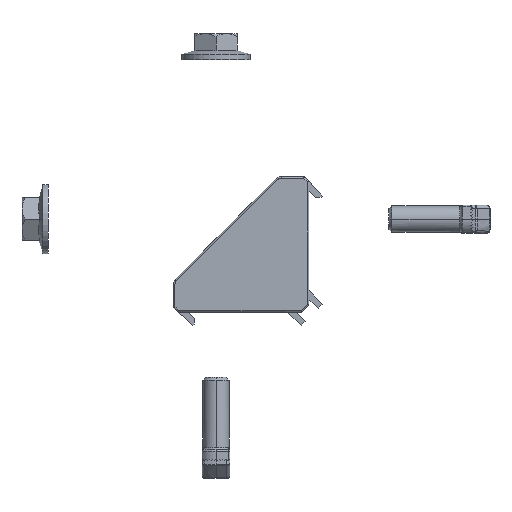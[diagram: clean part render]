
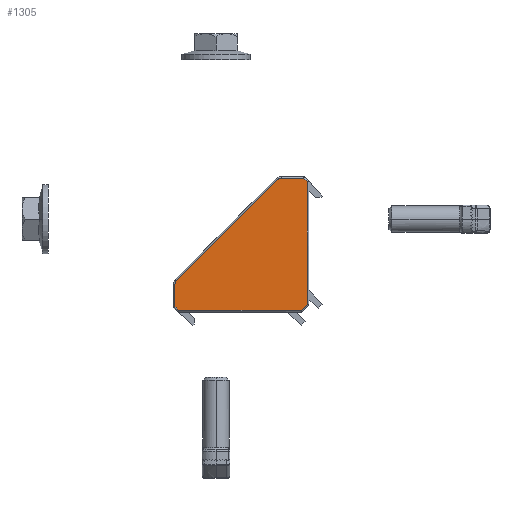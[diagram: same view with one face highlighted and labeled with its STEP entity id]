
A CAD part, left-side view. The second image highlights one B-rep face of the part: STEP entity #1305.
In plain terms, the highlighted face is planar.
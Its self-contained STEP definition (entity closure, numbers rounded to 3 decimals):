
#676 = VERTEX_POINT ( 'NONE', #10424 ) ;
#1045 = LINE ( 'NONE', #5660, #3038 ) ;
#1305 = ADVANCED_FACE ( 'NONE', ( #9114 ), #10972, .F. ) ;
#1330 = LINE ( 'NONE', #8360, #11422 ) ;
#1529 = ORIENTED_EDGE ( 'NONE', *, *, #9994, .T. ) ;
#1583 = ORIENTED_EDGE ( 'NONE', *, *, #3786, .T. ) ;
#1947 = VECTOR ( 'NONE', #10435, 1000. ) ;
#2215 = VECTOR ( 'NONE', #10701, 1000. ) ;
#2391 = LINE ( 'NONE', #4933, #7303 ) ;
#2596 = CARTESIAN_POINT ( 'NONE',  ( -8.5, 39.3, -21. ) ) ;
#2698 = CARTESIAN_POINT ( 'NONE',  ( -39.679, 0.5, -21. ) ) ;
#2752 = ORIENTED_EDGE ( 'NONE', *, *, #8488, .T. ) ;
#2758 = AXIS2_PLACEMENT_3D ( 'NONE', #5301, #12101, #6266 ) ;
#3038 = VECTOR ( 'NONE', #11481, 1000. ) ;
#3146 = VECTOR ( 'NONE', #10930, 1000. ) ;
#3299 = EDGE_CURVE ( 'NONE', #8260, #9162, #4844, .T. ) ;
#3421 = EDGE_LOOP ( 'NONE', ( #9858, #10801, #1583, #3668, #5034, #9854, #12513, #1529, #2752, #8141 ) ) ;
#3456 = LINE ( 'NONE', #9938, #3146 ) ;
#3491 = VERTEX_POINT ( 'NONE', #2698 ) ;
#3609 = DIRECTION ( 'NONE',  ( 1., 0., 0. ) ) ;
#3668 = ORIENTED_EDGE ( 'NONE', *, *, #9813, .T. ) ;
#3696 = EDGE_CURVE ( 'NONE', #3491, #12075, #3456, .T. ) ;
#3786 = EDGE_CURVE ( 'NONE', #9077, #5015, #7102, .T. ) ;
#3829 = CARTESIAN_POINT ( 'NONE',  ( -0.5, 2.328, -21. ) ) ;
#3877 = EDGE_CURVE ( 'NONE', #7718, #4264, #11377, .T. ) ;
#4065 = DIRECTION ( 'NONE',  ( -0.707, -0.707, 0. ) ) ;
#4264 = VERTEX_POINT ( 'NONE', #4266 ) ;
#4266 = CARTESIAN_POINT ( 'NONE',  ( -8.5, 40.8, -21. ) ) ;
#4747 = AXIS2_PLACEMENT_3D ( 'NONE', #2596, #9435, #3609 ) ;
#4844 = LINE ( 'NONE', #8773, #2215 ) ;
#4933 = CARTESIAN_POINT ( 'NONE',  ( -0.5, 8.5, -21. ) ) ;
#5015 = VERTEX_POINT ( 'NONE', #11696 ) ;
#5034 = ORIENTED_EDGE ( 'NONE', *, *, #3877, .T. ) ;
#5143 = DIRECTION ( 'NONE',  ( 0., 0., 1. ) ) ;
#5301 = CARTESIAN_POINT ( 'NONE',  ( -39.3, 8.5, -21. ) ) ;
#5660 = CARTESIAN_POINT ( 'NONE',  ( -39.3, 40.8, -21. ) ) ;
#5685 = CARTESIAN_POINT ( 'NONE',  ( -40.8, 8.5, -21. ) ) ;
#5904 = DIRECTION ( 'NONE',  ( 0., -1., 0. ) ) ;
#6072 = CARTESIAN_POINT ( 'NONE',  ( -9.561, 40.361, -21. ) ) ;
#6266 = DIRECTION ( 'NONE',  ( 1., 0., 0. ) ) ;
#6948 = VECTOR ( 'NONE', #10682, 1000. ) ;
#7102 = CIRCLE ( 'NONE', #2758, 1.5 ) ;
#7248 = LINE ( 'NONE', #10644, #6948 ) ;
#7303 = VECTOR ( 'NONE', #5904, 1000. ) ;
#7573 = CARTESIAN_POINT ( 'NONE',  ( -1.621, 40.8, -21. ) ) ;
#7718 = VERTEX_POINT ( 'NONE', #6072 ) ;
#7940 = CARTESIAN_POINT ( 'NONE',  ( -40.8, 1.621, -21. ) ) ;
#7954 = CARTESIAN_POINT ( 'NONE',  ( -0.5, 39.679, -21. ) ) ;
#7986 = VERTEX_POINT ( 'NONE', #3829 ) ;
#8141 = ORIENTED_EDGE ( 'NONE', *, *, #11965, .T. ) ;
#8260 = VERTEX_POINT ( 'NONE', #7573 ) ;
#8317 = AXIS2_PLACEMENT_3D ( 'NONE', #11895, #5143, #11939 ) ;
#8360 = CARTESIAN_POINT ( 'NONE',  ( -40.361, 9.561, -21. ) ) ;
#8488 = EDGE_CURVE ( 'NONE', #7986, #676, #8665, .T. ) ;
#8665 = LINE ( 'NONE', #8922, #10925 ) ;
#8773 = CARTESIAN_POINT ( 'NONE',  ( -4.311, 43.489, -21. ) ) ;
#8922 = CARTESIAN_POINT ( 'NONE',  ( -16.814, -13.986, -21. ) ) ;
#9077 = VERTEX_POINT ( 'NONE', #5685 ) ;
#9114 = FACE_OUTER_BOUND ( 'NONE', #3421, .T. ) ;
#9162 = VERTEX_POINT ( 'NONE', #7954 ) ;
#9435 = DIRECTION ( 'NONE',  ( 0., 0., -1. ) ) ;
#9468 = CARTESIAN_POINT ( 'NONE',  ( -40.8, 8.5, -21. ) ) ;
#9813 = EDGE_CURVE ( 'NONE', #5015, #7718, #1330, .T. ) ;
#9854 = ORIENTED_EDGE ( 'NONE', *, *, #9905, .T. ) ;
#9858 = ORIENTED_EDGE ( 'NONE', *, *, #3696, .T. ) ;
#9905 = EDGE_CURVE ( 'NONE', #4264, #8260, #1045, .T. ) ;
#9938 = CARTESIAN_POINT ( 'NONE',  ( -43.489, 4.311, -21. ) ) ;
#9994 = EDGE_CURVE ( 'NONE', #9162, #7986, #2391, .T. ) ;
#10363 = EDGE_CURVE ( 'NONE', #12075, #9077, #11100, .T. ) ;
#10424 = CARTESIAN_POINT ( 'NONE',  ( -2.328, 0.5, -21. ) ) ;
#10435 = DIRECTION ( 'NONE',  ( 0., 1., 0. ) ) ;
#10644 = CARTESIAN_POINT ( 'NONE',  ( -39.3, 0.5, -21. ) ) ;
#10682 = DIRECTION ( 'NONE',  ( -1., 0., 0. ) ) ;
#10701 = DIRECTION ( 'NONE',  ( 0.707, -0.707, 0. ) ) ;
#10801 = ORIENTED_EDGE ( 'NONE', *, *, #10363, .T. ) ;
#10925 = VECTOR ( 'NONE', #4065, 1000. ) ;
#10930 = DIRECTION ( 'NONE',  ( -0.707, 0.707, 0. ) ) ;
#10972 = PLANE ( 'NONE',  #8317 ) ;
#11100 = LINE ( 'NONE', #9468, #1947 ) ;
#11274 = DIRECTION ( 'NONE',  ( 0.707, 0.707, 0. ) ) ;
#11377 = CIRCLE ( 'NONE', #4747, 1.5 ) ;
#11422 = VECTOR ( 'NONE', #11274, 1000. ) ;
#11481 = DIRECTION ( 'NONE',  ( 1., 0., 0. ) ) ;
#11696 = CARTESIAN_POINT ( 'NONE',  ( -40.361, 9.561, -21. ) ) ;
#11895 = CARTESIAN_POINT ( 'NONE',  ( -39.3, 8.5, -21. ) ) ;
#11939 = DIRECTION ( 'NONE',  ( 1., 0., 0. ) ) ;
#11965 = EDGE_CURVE ( 'NONE', #676, #3491, #7248, .T. ) ;
#12075 = VERTEX_POINT ( 'NONE', #7940 ) ;
#12101 = DIRECTION ( 'NONE',  ( 0., 0., -1. ) ) ;
#12513 = ORIENTED_EDGE ( 'NONE', *, *, #3299, .T. ) ;
